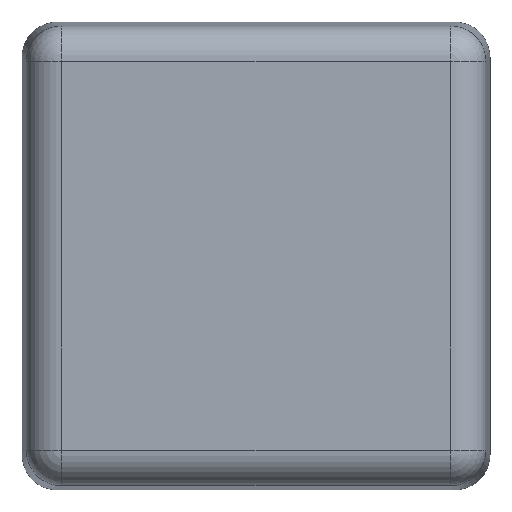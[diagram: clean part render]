
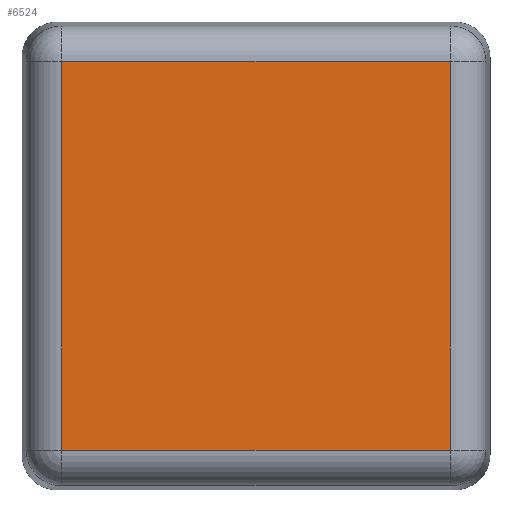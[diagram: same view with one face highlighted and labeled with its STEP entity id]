
A CAD part, top view. The second image highlights one B-rep face of the part: STEP entity #6524.
In plain terms, the highlighted planar face has unit normal (0, 0, 1).
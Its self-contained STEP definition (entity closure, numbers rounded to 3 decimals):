
#844=FACE_OUTER_BOUND('',#1328,.T.);
#1328=EDGE_LOOP('',(#5652,#5653,#5654,#5655));
#1840=LINE('',#12150,#2353);
#1844=LINE('',#12158,#2357);
#1847=LINE('',#12164,#2360);
#1850=LINE('',#12169,#2363);
#2353=VECTOR('',#8140,55.062);
#2357=VECTOR('',#8146,55.062);
#2360=VECTOR('',#8151,55.062);
#2363=VECTOR('',#8156,55.062);
#3167=VERTEX_POINT('',#12148);
#3168=VERTEX_POINT('',#12149);
#3171=VERTEX_POINT('',#12157);
#3173=VERTEX_POINT('',#12163);
#4016=EDGE_CURVE('',#3167,#3168,#1840,.T.);
#4020=EDGE_CURVE('',#3168,#3171,#1844,.T.);
#4023=EDGE_CURVE('',#3171,#3173,#1847,.T.);
#4026=EDGE_CURVE('',#3173,#3167,#1850,.T.);
#5652=ORIENTED_EDGE('',*,*,#4016,.T.);
#5653=ORIENTED_EDGE('',*,*,#4020,.T.);
#5654=ORIENTED_EDGE('',*,*,#4023,.T.);
#5655=ORIENTED_EDGE('',*,*,#4026,.T.);
#6165=PLANE('',#6925);
#6524=ADVANCED_FACE('',(#844),#6165,.T.);
#6925=AXIS2_PLACEMENT_3D('',#12171,#8158,#8159);
#8140=DIRECTION('',(-1.,0.,0.));
#8146=DIRECTION('',(0.,-1.,0.));
#8151=DIRECTION('',(1.,0.,0.));
#8156=DIRECTION('',(0.,1.,0.));
#8158=DIRECTION('center_axis',(0.,0.,1.));
#8159=DIRECTION('ref_axis',(1.,0.,0.));
#12148=CARTESIAN_POINT('',(27.531,27.531,17.75));
#12149=CARTESIAN_POINT('',(-27.531,27.531,17.75));
#12150=CARTESIAN_POINT('',(27.531,27.531,17.75));
#12157=CARTESIAN_POINT('',(-27.531,-27.531,17.75));
#12158=CARTESIAN_POINT('',(-27.531,27.531,17.75));
#12163=CARTESIAN_POINT('',(27.531,-27.531,17.75));
#12164=CARTESIAN_POINT('',(-27.531,-27.531,17.75));
#12169=CARTESIAN_POINT('',(27.531,-27.531,17.75));
#12171=CARTESIAN_POINT('Origin',(0.,0.,
17.75));
